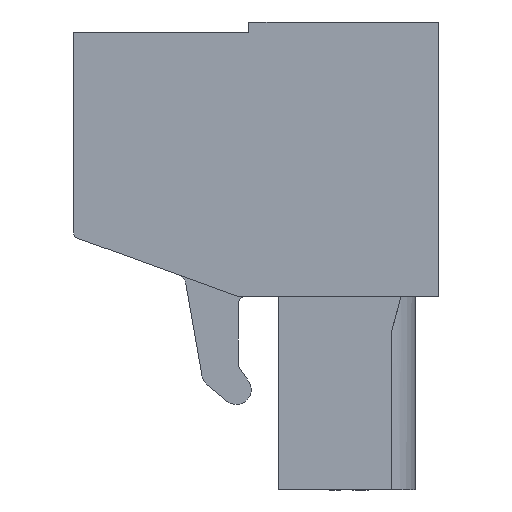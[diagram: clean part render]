
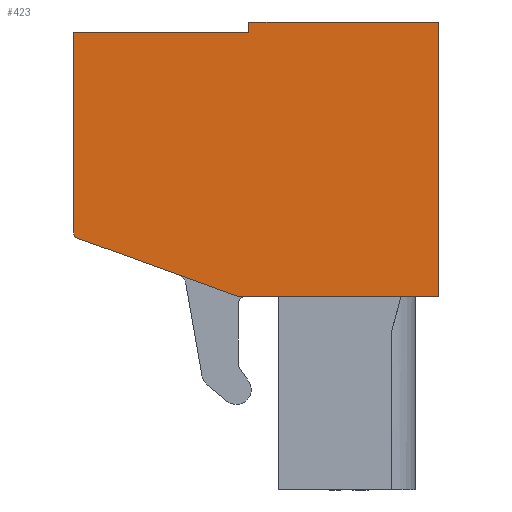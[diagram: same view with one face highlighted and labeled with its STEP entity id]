
A CAD part, front view. The second image highlights one B-rep face of the part: STEP entity #423.
In plain terms, the highlighted planar face has unit normal (0, -1, 0).
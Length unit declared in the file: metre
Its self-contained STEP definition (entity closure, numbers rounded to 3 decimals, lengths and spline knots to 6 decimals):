
#423=ADVANCED_FACE('',(#907),#908,.T.);
#907=FACE_OUTER_BOUND('',#1445,.T.);
#908=PLANE('',#1446);
#1445=EDGE_LOOP('',(#2610,#2611,#2612,#2613,#2614,#2615,#2616,#2617));
#1446=AXIS2_PLACEMENT_3D('',#2618,#2619,#2620);
#2610=ORIENTED_EDGE('',*,*,#3465,.T.);
#2611=ORIENTED_EDGE('',*,*,#3514,.T.);
#2612=ORIENTED_EDGE('',*,*,#3515,.T.);
#2613=ORIENTED_EDGE('',*,*,#3516,.T.);
#2614=ORIENTED_EDGE('',*,*,#3361,.T.);
#2615=ORIENTED_EDGE('',*,*,#3517,.T.);
#2616=ORIENTED_EDGE('',*,*,#3518,.T.);
#2617=ORIENTED_EDGE('',*,*,#3519,.T.);
#2618=CARTESIAN_POINT('',(-0.00715,-0.0225,-0.008892));
#2619=DIRECTION('',(0.0,-1.0,0.));
#2620=DIRECTION('',(0.,0.,1.0));
#3361=EDGE_CURVE('',#4115,#4117,#4119,.T.);
#3465=EDGE_CURVE('',#4262,#4260,#4263,.T.);
#3514=EDGE_CURVE('',#4260,#4321,#4322,.T.);
#3515=EDGE_CURVE('',#4321,#4323,#4324,.T.);
#3516=EDGE_CURVE('',#4323,#4115,#4325,.T.);
#3517=EDGE_CURVE('',#4117,#4326,#4327,.T.);
#3518=EDGE_CURVE('',#4326,#4328,#4329,.T.);
#3519=EDGE_CURVE('',#4328,#4262,#4330,.T.);
#4115=VERTEX_POINT('',#5130);
#4117=VERTEX_POINT('',#5133);
#4119=LINE('',#5136,#5137);
#4260=VERTEX_POINT('',#5327);
#4262=VERTEX_POINT('',#5330);
#4263=LINE('',#5331,#5332);
#4321=VERTEX_POINT('',#5415);
#4322=LINE('',#5416,#5417);
#4323=VERTEX_POINT('',#5418);
#4324=LINE('',#5419,#5420);
#4325=LINE('',#5421,#5422);
#4326=VERTEX_POINT('',#5423);
#4327=LINE('',#5424,#5425);
#4328=VERTEX_POINT('',#5426);
#4329=CIRCLE('',#5427,0.0003);
#4330=LINE('',#5428,#5429);
#5130=CARTESIAN_POINT('',(0.0,-0.0225,-0.00045));
#5133=CARTESIAN_POINT('',(-0.00745,-0.0225,-0.00045));
#5136=CARTESIAN_POINT('',(-0.00745,-0.0225,-0.00045));
#5137=VECTOR('',#5888,1.0);
#5327=CARTESIAN_POINT('',(0.00805,-0.0225,-0.01165));
#5330=CARTESIAN_POINT('',(-0.00045,-0.0225,-0.01165));
#5331=CARTESIAN_POINT('',(0.00805,-0.0225,-0.01165));
#5332=VECTOR('',#5996,1.0);
#5415=CARTESIAN_POINT('',(0.00805,-0.0225,0.));
#5416=CARTESIAN_POINT('',(0.00805,-0.0225,0.));
#5417=VECTOR('',#6043,1.0);
#5418=CARTESIAN_POINT('',(0.0,-0.0225,0.));
#5419=CARTESIAN_POINT('',(0.0,-0.0225,0.));
#5420=VECTOR('',#6044,1.0);
#5421=CARTESIAN_POINT('',(0.0,-0.0225,-0.00045));
#5422=VECTOR('',#6045,1.0);
#5423=CARTESIAN_POINT('',(-0.00745,-0.0225,-0.008892));
#5424=CARTESIAN_POINT('',(-0.00745,-0.0225,-0.008892));
#5425=VECTOR('',#6046,1.0);
#5426=CARTESIAN_POINT('',(-0.007253,-0.0225,-0.009174));
#5427=AXIS2_PLACEMENT_3D('',#6047,#6048,#6049);
#5428=CARTESIAN_POINT('',(-0.00045,-0.0225,-0.01165));
#5429=VECTOR('',#6050,1.0);
#5888=DIRECTION('',(-1.0,0.,0.));
#5996=DIRECTION('',(1.0,0.,0.));
#6043=DIRECTION('',(0.,0.,1.0));
#6044=DIRECTION('',(-1.0,0.,0.));
#6045=DIRECTION('',(0.,0.,-1.0));
#6046=DIRECTION('',(0.,0.,-1.0));
#6047=CARTESIAN_POINT('',(-0.00715,-0.0225,-0.008892));
#6048=DIRECTION('',(0.,-1.0,0.));
#6049=DIRECTION('',(0.819,0.,0.574));
#6050=DIRECTION('',(0.94,0.,-0.342));
